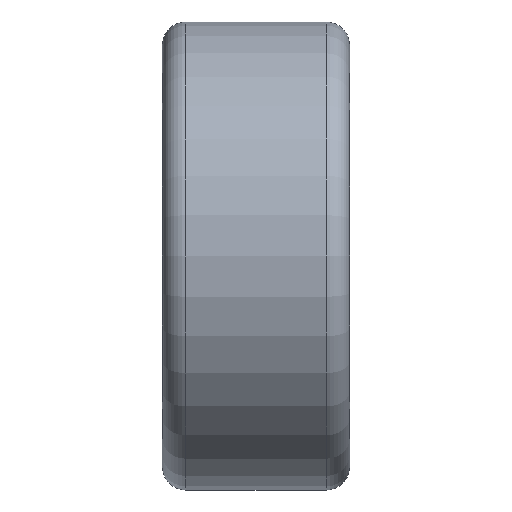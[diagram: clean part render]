
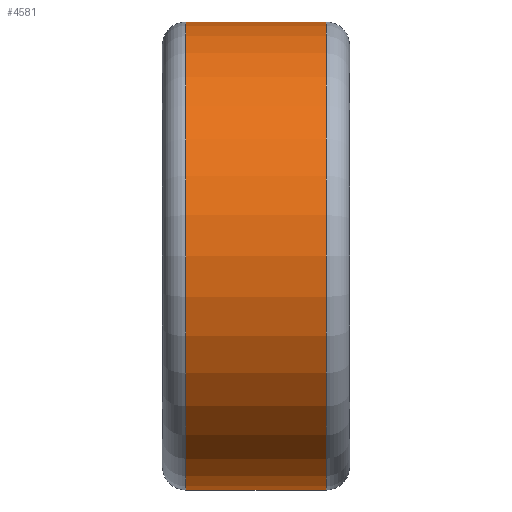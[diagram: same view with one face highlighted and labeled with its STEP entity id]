
A CAD part, front view. The second image highlights one B-rep face of the part: STEP entity #4581.
In plain terms, the highlighted cylindrical face has radius 50 mm (diameter 100 mm), a partial arc.
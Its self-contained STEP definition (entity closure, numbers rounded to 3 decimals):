
#195 = DIRECTION ( 'NONE',  ( 1., 0., 0. ) ) ;
#219 = AXIS2_PLACEMENT_3D ( 'NONE', #947, #3595, #1319 ) ;
#326 = CIRCLE ( 'NONE', #397, 50. ) ;
#397 = AXIS2_PLACEMENT_3D ( 'NONE', #2412, #195, #2793 ) ;
#598 = CARTESIAN_POINT ( 'NONE',  ( -40.585, 0., 50. ) ) ;
#753 = CARTESIAN_POINT ( 'NONE',  ( -15., 0., 50. ) ) ;
#947 = CARTESIAN_POINT ( 'NONE',  ( 15., 0., 0. ) ) ;
#1048 = EDGE_CURVE ( 'NONE', #2561, #1700, #326, .T. ) ;
#1065 = EDGE_CURVE ( 'NONE', #4288, #3660, #2046, .T. ) ;
#1104 = EDGE_CURVE ( 'NONE', #3660, #2561, #4757, .T. ) ;
#1203 = ORIENTED_EDGE ( 'NONE', *, *, #1674, .F. ) ;
#1319 = DIRECTION ( 'NONE',  ( 0., 0., 1. ) ) ;
#1431 = LINE ( 'NONE', #3545, #4891 ) ;
#1600 = CARTESIAN_POINT ( 'NONE',  ( 15., 0., 50. ) ) ;
#1674 = EDGE_CURVE ( 'NONE', #4288, #1700, #1431, .T. ) ;
#1682 = AXIS2_PLACEMENT_3D ( 'NONE', #4507, #4513, #4417 ) ;
#1700 = VERTEX_POINT ( 'NONE', #4058 ) ;
#2041 = CARTESIAN_POINT ( 'NONE',  ( 15., 0., -50. ) ) ;
#2046 = CIRCLE ( 'NONE', #219, 50. ) ;
#2088 = EDGE_LOOP ( 'NONE', ( #1203, #3385, #2687, #3921 ) ) ;
#2412 = CARTESIAN_POINT ( 'NONE',  ( -15., 0., 0. ) ) ;
#2561 = VERTEX_POINT ( 'NONE', #753 ) ;
#2687 = ORIENTED_EDGE ( 'NONE', *, *, #1104, .T. ) ;
#2793 = DIRECTION ( 'NONE',  ( 0., 0., -1. ) ) ;
#2984 = DIRECTION ( 'NONE',  ( -1., 0., 0. ) ) ;
#3016 = VECTOR ( 'NONE', #3624, 1000. ) ;
#3199 = CYLINDRICAL_SURFACE ( 'NONE', #1682, 50. ) ;
#3385 = ORIENTED_EDGE ( 'NONE', *, *, #1065, .T. ) ;
#3545 = CARTESIAN_POINT ( 'NONE',  ( -40.585, 0., -50. ) ) ;
#3595 = DIRECTION ( 'NONE',  ( -1., 0., 0. ) ) ;
#3624 = DIRECTION ( 'NONE',  ( -1., 0., 0. ) ) ;
#3660 = VERTEX_POINT ( 'NONE', #1600 ) ;
#3921 = ORIENTED_EDGE ( 'NONE', *, *, #1048, .T. ) ;
#4058 = CARTESIAN_POINT ( 'NONE',  ( -15., 0., -50. ) ) ;
#4288 = VERTEX_POINT ( 'NONE', #2041 ) ;
#4417 = DIRECTION ( 'NONE',  ( 0., 0., 1. ) ) ;
#4507 = CARTESIAN_POINT ( 'NONE',  ( -40.585, 0., 0. ) ) ;
#4513 = DIRECTION ( 'NONE',  ( -1., 0., 0. ) ) ;
#4581 = ADVANCED_FACE ( 'NONE', ( #4692 ), #3199, .T. ) ;
#4692 = FACE_OUTER_BOUND ( 'NONE', #2088, .T. ) ;
#4757 = LINE ( 'NONE', #598, #3016 ) ;
#4891 = VECTOR ( 'NONE', #2984, 1000. ) ;
